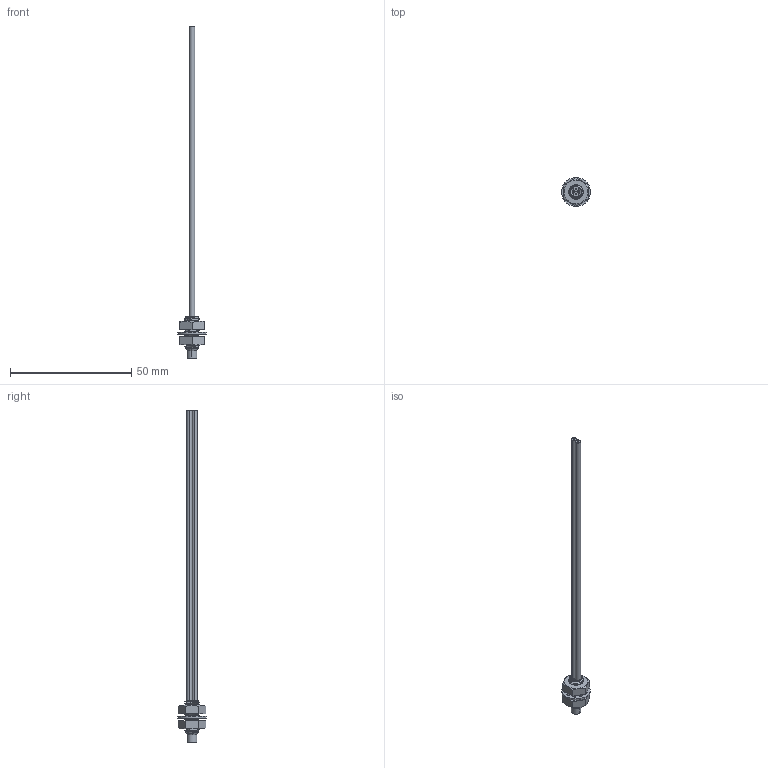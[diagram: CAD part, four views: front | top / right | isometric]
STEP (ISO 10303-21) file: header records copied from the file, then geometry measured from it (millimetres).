
FILE_DESCRIPTION((''),'2;1');
FILE_NAME('192750_ASM','2016-02-09T',('pdmadmin'),(''),'PRO/ENGINEER BY PARAMETRIC TECHNOLOGY CORPORATION, 2013230','PRO/ENGINEER BY PARAMETRIC TECHNOLOGY CORPORATION, 2013230','');
FILE_SCHEMA(('CONFIG_CONTROL_DESIGN'));
Length unit declared in the file: inch
Products named in the file (9): 13463_AF0; 38367_AF0; 38367_AF1; 08395_AF0; 08398_M6X0_75_HEX_JAM_NUT_S_AF0; 08398_M6X0_75_HEX_JAM_NUT_S_AF1; FIBER_CORE_020_X_; 65942_ASM; 192750_ASM
Assembly tree (9 placements, depth 3):
  192750_ASM
    65942_ASM
      13463_AF0
      38367_AF0
      38367_AF1
      08395_AF0
      08398_M6X0_75_HEX_JAM_NUT_S_AF0
      08398_M6X0_75_HEX_JAM_NUT_S_AF1
      FIBER_CORE_020_X_  x2
Bounding box: 11.92 x 11.92 x 137.02 mm (x, y, z)
Volume: 1529.2 mm3; surface area: 3319.6 mm2
Topology: 8 solids, 8 shells, 226 faces, 558 edges, 352 vertices
Faces by surface type: cylinder 102, cone 62, plane 52, bspline 10
Entity records: 11765 total; most frequent: CARTESIAN_POINT 6281, DIRECTION 1130, ORIENTED_EDGE 1104, EDGE_CURVE 552, AXIS2_PLACEMENT_3D 439, VERTEX_POINT 348, VECTOR 252, LINE 252
